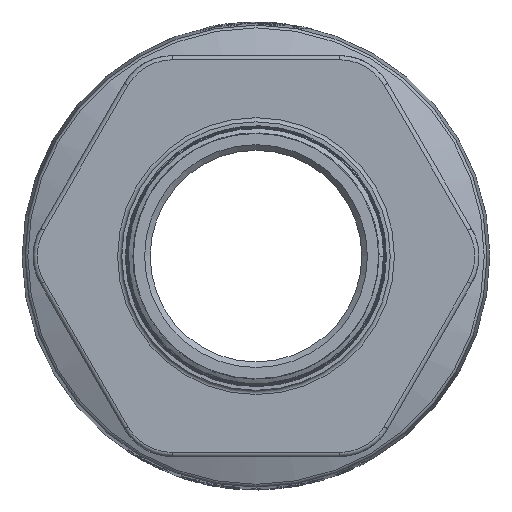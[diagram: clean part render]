
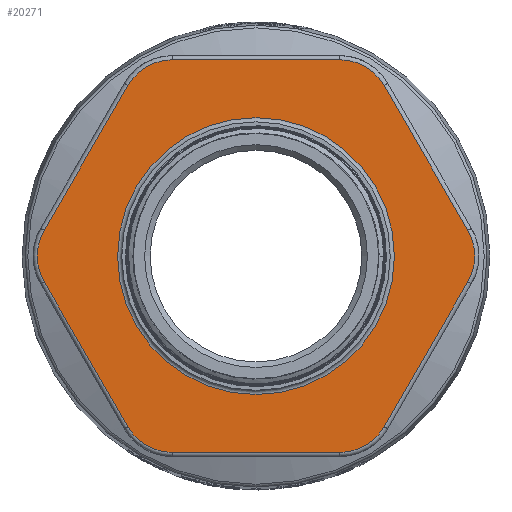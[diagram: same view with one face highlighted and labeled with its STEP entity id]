
A CAD part, front view. The second image highlights one B-rep face of the part: STEP entity #20271.
In plain terms, the highlighted planar face has unit normal (0, -1, 0).
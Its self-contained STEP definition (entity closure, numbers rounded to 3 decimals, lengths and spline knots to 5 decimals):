
#344=PLANE('',#21333);
#1112=FACE_BOUND('',#3338,.T.);
#2177=FACE_OUTER_BOUND('',#3337,.T.);
#3337=EDGE_LOOP('',(#17705,#17706,#17707,#17708,#17709,#17710,#17711,#17712,
#17713,#17714,#17715,#17716));
#3338=EDGE_LOOP('',(#17717,#17718));
#3744=CIRCLE('',#20981,0.02485);
#3745=CIRCLE('',#20982,0.02485);
#3843=CIRCLE('',#21143,0.00925);
#3846=CIRCLE('',#21148,0.00925);
#3847=CIRCLE('',#21150,0.00925);
#3850=CIRCLE('',#21155,0.00925);
#3851=CIRCLE('',#21157,0.00925);
#3855=CIRCLE('',#21164,0.00925);
#5395=LINE('',#35609,#6455);
#5782=LINE('',#47094,#6842);
#6092=LINE('',#54842,#7152);
#6094=LINE('',#54854,#7154);
#6096=LINE('',#54867,#7156);
#6097=LINE('',#54870,#7157);
#6455=VECTOR('',#21949,1.);
#6842=VECTOR('',#22782,1.);
#7152=VECTOR('',#23780,1.);
#7154=VECTOR('',#23798,1.);
#7156=VECTOR('',#23816,1.);
#7157=VECTOR('',#23819,1.);
#8276=VERTEX_POINT('',#35602);
#8279=VERTEX_POINT('',#35607);
#8977=VERTEX_POINT('',#47091);
#8978=VERTEX_POINT('',#47093);
#9124=VERTEX_POINT('',#49069);
#9125=VERTEX_POINT('',#49071);
#9237=VERTEX_POINT('',#54837);
#9238=VERTEX_POINT('',#54841);
#9239=VERTEX_POINT('',#54845);
#9240=VERTEX_POINT('',#54852);
#9241=VERTEX_POINT('',#54856);
#9242=VERTEX_POINT('',#54860);
#9243=VERTEX_POINT('',#54865);
#9244=VERTEX_POINT('',#54869);
#10280=EDGE_CURVE('',#8276,#8279,#5395,.T.);
#11304=EDGE_CURVE('',#8978,#8977,#5782,.T.);
#11657=EDGE_CURVE('',#9125,#9124,#3744,.T.);
#11658=EDGE_CURVE('',#9124,#9125,#3745,.T.);
#11924=EDGE_CURVE('',#9237,#8276,#3843,.T.);
#11925=EDGE_CURVE('',#9238,#9237,#6092,.T.);
#11928=EDGE_CURVE('',#8279,#9239,#3846,.T.);
#11929=EDGE_CURVE('',#8977,#9238,#3847,.T.);
#11932=EDGE_CURVE('',#9239,#9240,#6094,.T.);
#11934=EDGE_CURVE('',#9240,#9241,#3850,.T.);
#11935=EDGE_CURVE('',#9242,#8978,#3851,.T.);
#11939=EDGE_CURVE('',#9241,#9243,#6096,.T.);
#11940=EDGE_CURVE('',#9244,#9242,#6097,.T.);
#11943=EDGE_CURVE('',#9243,#9244,#3855,.T.);
#17705=ORIENTED_EDGE('',*,*,#11939,.T.);
#17706=ORIENTED_EDGE('',*,*,#11943,.T.);
#17707=ORIENTED_EDGE('',*,*,#11940,.T.);
#17708=ORIENTED_EDGE('',*,*,#11935,.T.);
#17709=ORIENTED_EDGE('',*,*,#11304,.T.);
#17710=ORIENTED_EDGE('',*,*,#11929,.T.);
#17711=ORIENTED_EDGE('',*,*,#11925,.T.);
#17712=ORIENTED_EDGE('',*,*,#11924,.T.);
#17713=ORIENTED_EDGE('',*,*,#10280,.T.);
#17714=ORIENTED_EDGE('',*,*,#11928,.T.);
#17715=ORIENTED_EDGE('',*,*,#11932,.T.);
#17716=ORIENTED_EDGE('',*,*,#11934,.T.);
#17717=ORIENTED_EDGE('',*,*,#11657,.T.);
#17718=ORIENTED_EDGE('',*,*,#11658,.T.);
#20271=ADVANCED_FACE('',(#2177,#1112),#344,.T.);
#20981=AXIS2_PLACEMENT_3D('',#49072,#23363,#23364);
#20982=AXIS2_PLACEMENT_3D('',#49073,#23365,#23366);
#21143=AXIS2_PLACEMENT_3D('',#54839,#23776,#23777);
#21148=AXIS2_PLACEMENT_3D('',#54847,#23787,#23788);
#21150=AXIS2_PLACEMENT_3D('',#54849,#23791,#23792);
#21155=AXIS2_PLACEMENT_3D('',#54858,#23803,#23804);
#21157=AXIS2_PLACEMENT_3D('',#54861,#23807,#23808);
#21164=AXIS2_PLACEMENT_3D('',#54874,#23825,#23826);
#21333=AXIS2_PLACEMENT_3D('',#61092,#24306,#24307);
#21949=DIRECTION('',(-0.5,0.,-0.866));
#22782=DIRECTION('',(-0.5,0.,0.866));
#23363=DIRECTION('center_axis',(0.,1.,0.));
#23364=DIRECTION('ref_axis',(-1.,0.,0.));
#23365=DIRECTION('center_axis',(0.,1.,0.));
#23366=DIRECTION('ref_axis',(-1.,0.,0.));
#23776=DIRECTION('center_axis',(0.,-1.,0.));
#23777=DIRECTION('ref_axis',(-1.,0.,0.));
#23780=DIRECTION('',(-1.,0.,0.));
#23787=DIRECTION('center_axis',(0.,-1.,0.));
#23788=DIRECTION('ref_axis',(-1.,0.,0.));
#23791=DIRECTION('center_axis',(0.,-1.,0.));
#23792=DIRECTION('ref_axis',(-1.,0.,0.));
#23798=DIRECTION('',(0.5,0.,-0.866));
#23803=DIRECTION('center_axis',(0.,-1.,0.));
#23804=DIRECTION('ref_axis',(-1.,0.,0.));
#23807=DIRECTION('center_axis',(0.,-1.,0.));
#23808=DIRECTION('ref_axis',(-1.,0.,0.));
#23816=DIRECTION('',(1.,0.,0.));
#23819=DIRECTION('',(0.5,0.,0.866));
#23825=DIRECTION('center_axis',(0.,-1.,0.));
#23826=DIRECTION('ref_axis',(-1.,0.,0.));
#24306=DIRECTION('center_axis',(0.,-1.,0.));
#24307=DIRECTION('ref_axis',(0.,0.,1.));
#35602=CARTESIAN_POINT('',(7.8431,13.4838,0.03063));
#35607=CARTESIAN_POINT('',(7.82809,13.4838,0.00463));
#35609=CARTESIAN_POINT('',(7.8356,13.4838,0.01763));
#47091=CARTESIAN_POINT('',(7.88915,13.4838,0.03063));
#47093=CARTESIAN_POINT('',(7.90416,13.4838,0.00463));
#47094=CARTESIAN_POINT('',(7.89665,13.4838,0.01763));
#49069=CARTESIAN_POINT('',(7.89097,13.4838,0.));
#49071=CARTESIAN_POINT('',(7.84127,13.4838,0.));
#49072=CARTESIAN_POINT('Origin',(7.86612,13.4838,0.));
#49073=CARTESIAN_POINT('Origin',(7.86612,13.4838,0.));
#54837=CARTESIAN_POINT('',(7.85111,13.4838,0.03525));
#54839=CARTESIAN_POINT('Origin',(7.85111,13.4838,0.026));
#54841=CARTESIAN_POINT('',(7.88113,13.4838,0.03525));
#54842=CARTESIAN_POINT('',(7.86612,13.4838,0.03525));
#54845=CARTESIAN_POINT('',(7.82809,13.4838,-0.00462));
#54847=CARTESIAN_POINT('Origin',(7.8361,13.4838,0.));
#54849=CARTESIAN_POINT('Origin',(7.88113,13.4838,0.026));
#54852=CARTESIAN_POINT('',(7.8431,13.4838,-0.03062));
#54854=CARTESIAN_POINT('',(7.8356,13.4838,-0.01762));
#54856=CARTESIAN_POINT('',(7.85111,13.4838,-0.03525));
#54858=CARTESIAN_POINT('Origin',(7.85111,13.4838,-0.026));
#54860=CARTESIAN_POINT('',(7.90416,13.4838,-0.00462));
#54861=CARTESIAN_POINT('Origin',(7.89615,13.4838,0.));
#54865=CARTESIAN_POINT('',(7.88113,13.4838,-0.03525));
#54867=CARTESIAN_POINT('',(7.86612,13.4838,-0.03525));
#54869=CARTESIAN_POINT('',(7.88915,13.4838,-0.03062));
#54870=CARTESIAN_POINT('',(7.89665,13.4838,-0.01762));
#54874=CARTESIAN_POINT('Origin',(7.88113,13.4838,-0.026));
#61092=CARTESIAN_POINT('Origin',(7.86612,13.4838,0.));
